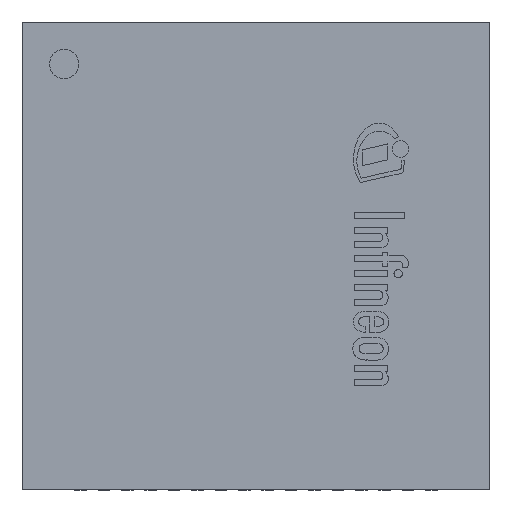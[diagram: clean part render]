
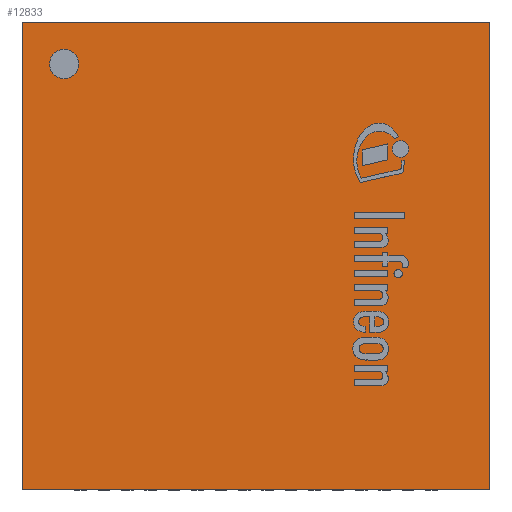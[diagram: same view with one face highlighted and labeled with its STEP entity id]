
A CAD part, top view. The second image highlights one B-rep face of the part: STEP entity #12833.
In plain terms, the highlighted planar face has unit normal (0, 0, 1).
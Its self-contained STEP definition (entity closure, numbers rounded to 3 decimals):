
#296=LINE('',#18464,#1842);
#513=LINE('',#19033,#2059);
#595=LINE('',#19197,#2141);
#645=LINE('',#19280,#2191);
#1842=VECTOR('',#14764,1.);
#2059=VECTOR('',#15183,1.);
#2141=VECTOR('',#15331,1.);
#2191=VECTOR('',#15383,1.);
#3374=PLANE('',#13780);
#3947=FACE_BOUND('',#4794,.T.);
#4009=FACE_OUTER_BOUND('',#4793,.T.);
#4793=EDGE_LOOP('',(#9582,#9583,#9584,#9585));
#4794=EDGE_LOOP('',(#9586));
#5530=CIRCLE('',#13643,0.25);
#5810=VERTEX_POINT('',#18325);
#5812=VERTEX_POINT('',#18330);
#5878=VERTEX_POINT('',#18462);
#6129=VERTEX_POINT('',#19032);
#6178=VERTEX_POINT('',#19196);
#7054=EDGE_CURVE('',#5810,#5810,#5530,.T.);
#7122=EDGE_CURVE('',#5812,#5878,#296,.T.);
#7414=EDGE_CURVE('',#6129,#5812,#513,.T.);
#7504=EDGE_CURVE('',#6178,#6129,#595,.T.);
#7554=EDGE_CURVE('',#5878,#6178,#645,.T.);
#9582=ORIENTED_EDGE('',*,*,#7122,.T.);
#9583=ORIENTED_EDGE('',*,*,#7554,.T.);
#9584=ORIENTED_EDGE('',*,*,#7504,.T.);
#9585=ORIENTED_EDGE('',*,*,#7414,.T.);
#9586=ORIENTED_EDGE('',*,*,#7054,.T.);
#12833=ADVANCED_FACE('',(#4009,#3947),#3374,.T.);
#13643=AXIS2_PLACEMENT_3D('',#18326,#14691,#14692);
#13780=AXIS2_PLACEMENT_3D('',#19279,#15381,#15382);
#14691=DIRECTION('center_axis',(0.,0.,-1.));
#14692=DIRECTION('ref_axis',(-1.,0.,0.));
#14764=DIRECTION('',(-1.,0.,0.));
#15183=DIRECTION('',(0.,1.,0.));
#15331=DIRECTION('',(1.,0.,0.));
#15381=DIRECTION('center_axis',(0.,0.,1.));
#15382=DIRECTION('ref_axis',(1.,0.,0.));
#15383=DIRECTION('',(0.,-1.,0.));
#18325=CARTESIAN_POINT('',(-3.03,3.28,0.9));
#18326=CARTESIAN_POINT('Origin',(-3.28,3.28,0.9));
#18330=CARTESIAN_POINT('',(3.99,3.99,0.9));
#18462=CARTESIAN_POINT('',(-3.99,3.99,0.9));
#18464=CARTESIAN_POINT('',(0.,3.99,0.9));
#19032=CARTESIAN_POINT('',(3.99,-3.99,0.9));
#19033=CARTESIAN_POINT('',(3.99,0.002,0.9));
#19196=CARTESIAN_POINT('',(-3.99,-3.99,0.9));
#19197=CARTESIAN_POINT('',(0.,-3.99,0.9));
#19279=CARTESIAN_POINT('Origin',(0.,0.,0.9));
#19280=CARTESIAN_POINT('',(-3.99,0.002,0.9));
